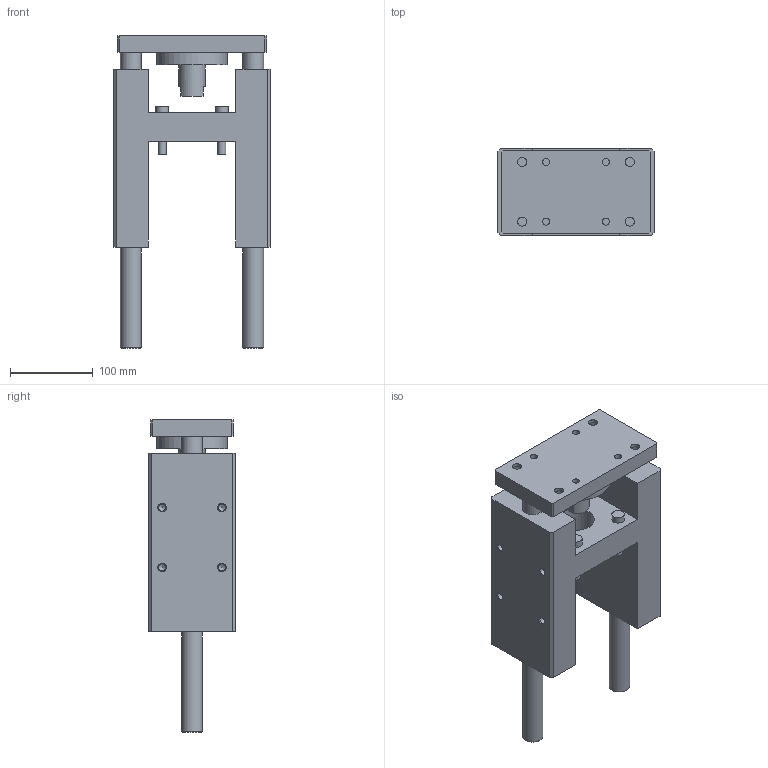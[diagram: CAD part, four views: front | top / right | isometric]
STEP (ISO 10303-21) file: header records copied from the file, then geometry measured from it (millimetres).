
FILE_DESCRIPTION(/* description */ ('Unknown'),/* implementation_level */ '2;1');
FILE_NAME(/* name */ '1320.80.75.GLB',/* time_stamp */ '2019-10-21T13:13:41-04:00',/* author */ ('Unknown'),/* organization */ ('Unknown'),/* preprocessor_version */ 'ST-DEVELOPER v16.7',/* originating_system */ 'DEX',/* authorisation */ $);
FILE_SCHEMA (('AUTOMOTIVE_DESIGN {1 0 10303 214 3 1 1}'));
Length unit declared in the file: millimetre
Products named in the file (3): 1320.80.75.GLB; corpo-glb_80; piastra-glb_80
Assembly tree (2 placements, depth 2):
  1320.80.75.GLB
    corpo-glb_80
    piastra-glb_80
Bounding box: 189 x 105 x 377 mm (x, y, z)
Volume: 2770972.4 mm3; surface area: 325252.5 mm2
Topology: 2 solids, 2 shells, 116 faces, 266 edges, 170 vertices
Faces by surface type: plane 48, cylinder 40, cone 28
Full cylindrical faces by diameter (mm): 8.5 x16, 10 x4, 11 x4, 15 x4, 18 x4, 18.5 x1, 25 x4, 32 x1, 45 x1, 85 x1
Entity records: 2924 total; most frequent: DIRECTION 514, CARTESIAN_POINT 460, ORIENTED_EDGE 356, FACE_BOUND 235, EDGE_LOOP 222, AXIS2_PLACEMENT_3D 217, EDGE_CURVE 178, VERTEX_POINT 163
